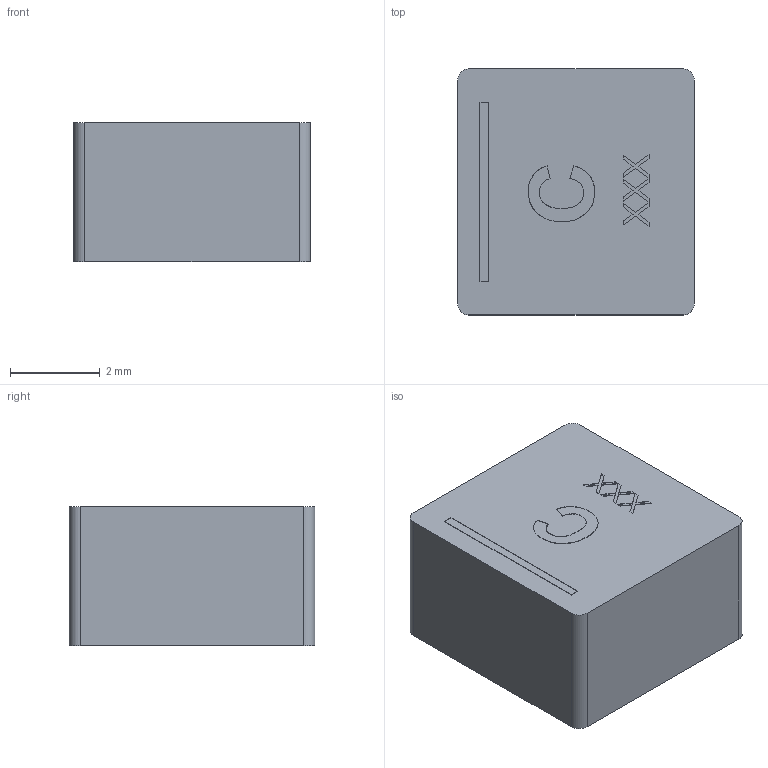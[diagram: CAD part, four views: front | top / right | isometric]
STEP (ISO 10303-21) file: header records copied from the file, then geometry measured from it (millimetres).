
FILE_DESCRIPTION(/* description */ (''),/* implementation_level */ '2;1');
FILE_NAME(/* name */ 'HALX5030-222.step',/* time_stamp */ '2019-09-02T22:00:51+02:00',/* author */ (''),/* organization */ (''),/* preprocessor_version */ 'ST-DEVELOPER v18',/* originating_system */ 'Autodesk Translation Framework v8.6.0.1094',/* authorisation */ '');
FILE_SCHEMA (('AUTOMOTIVE_DESIGN { 1 0 10303 214 3 1 1 }'));
Length unit declared in the file: millimetre
Products named in the file (1): HALX5030-222
Bounding box: 5.28 x 5.48 x 3.11 mm (x, y, z)
Volume: 89.5 mm3; surface area: 123.4 mm2
Topology: 1 solids, 1 shells, 85 faces, 234 edges, 156 vertices
Faces by surface type: plane 53, bspline 28, cylinder 4
Entity records: 2998 total; most frequent: CARTESIAN_POINT 952, ORIENTED_EDGE 468, DIRECTION 302, EDGE_CURVE 234, LINE 170, VECTOR 170, VERTEX_POINT 156, EDGE_LOOP 90
